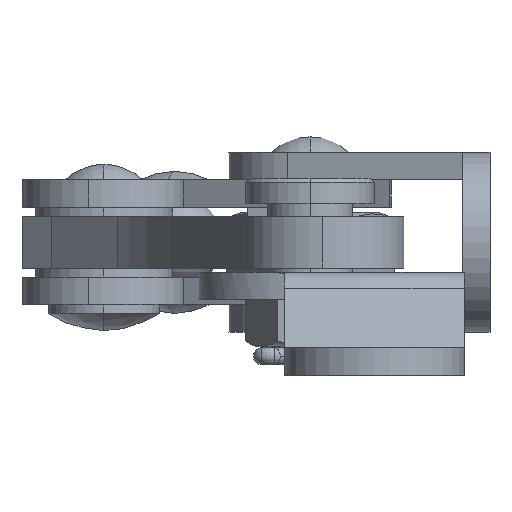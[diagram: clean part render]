
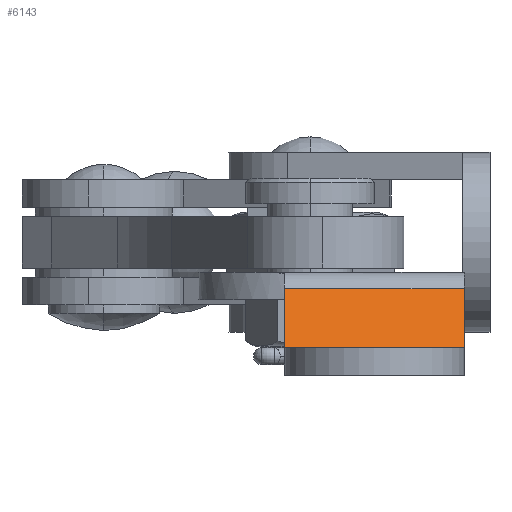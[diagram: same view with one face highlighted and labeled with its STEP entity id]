
A CAD part, left-side view. The second image highlights one B-rep face of the part: STEP entity #6143.
In plain terms, the highlighted planar face has unit normal (-0.913, 0, 0.407).
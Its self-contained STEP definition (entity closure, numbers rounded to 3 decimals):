
#532 = VECTOR ( 'NONE', #6427, 1000. ) ;
#1154 = VECTOR ( 'NONE', #5225, 1000. ) ;
#1427 = EDGE_CURVE ( 'NONE', #7435, #4488, #7017, .T. ) ;
#1622 = ORIENTED_EDGE ( 'NONE', *, *, #2683, .T. ) ;
#2124 = EDGE_CURVE ( 'NONE', #7797, #7435, #7801, .T. ) ;
#2255 = VECTOR ( 'NONE', #5997, 1000. ) ;
#2481 = VERTEX_POINT ( 'NONE', #7054 ) ;
#2683 = EDGE_CURVE ( 'NONE', #7797, #2481, #8214, .T. ) ;
#2781 = FACE_OUTER_BOUND ( 'NONE', #3922, .T. ) ;
#3099 = CARTESIAN_POINT ( 'NONE',  ( -17., -18., -8.8 ) ) ;
#3465 = AXIS2_PLACEMENT_3D ( 'NONE', #5735, #4845, #3918 ) ;
#3580 = ORIENTED_EDGE ( 'NONE', *, *, #1427, .F. ) ;
#3596 = CARTESIAN_POINT ( 'NONE',  ( -17., 3., -8.8 ) ) ;
#3918 = DIRECTION ( 'NONE',  ( 0.407, 0., 0.913 ) ) ;
#3922 = EDGE_LOOP ( 'NONE', ( #3580, #7990, #1622, #4238 ) ) ;
#4013 = CARTESIAN_POINT ( 'NONE',  ( -13.923, 3., -1.897 ) ) ;
#4119 = VECTOR ( 'NONE', #6211, 1000. ) ;
#4223 = EDGE_CURVE ( 'NONE', #2481, #4488, #7989, .T. ) ;
#4238 = ORIENTED_EDGE ( 'NONE', *, *, #4223, .T. ) ;
#4488 = VERTEX_POINT ( 'NONE', #4013 ) ;
#4845 = DIRECTION ( 'NONE',  ( -0.913, 0., 0.407 ) ) ;
#5225 = DIRECTION ( 'NONE',  ( 0.407, 0., 0.913 ) ) ;
#5735 = CARTESIAN_POINT ( 'NONE',  ( -17., -18., -8.8 ) ) ;
#5997 = DIRECTION ( 'NONE',  ( 0., 1., 0. ) ) ;
#6117 = CARTESIAN_POINT ( 'NONE',  ( -17., 3., -8.8 ) ) ;
#6143 = ADVANCED_FACE ( 'NONE', ( #2781 ), #6614, .T. ) ;
#6211 = DIRECTION ( 'NONE',  ( 0., 1., 0. ) ) ;
#6427 = DIRECTION ( 'NONE',  ( 0.407, 0., 0.913 ) ) ;
#6614 = PLANE ( 'NONE',  #3465 ) ;
#6902 = CARTESIAN_POINT ( 'NONE',  ( -17., -18., -8.8 ) ) ;
#7017 = LINE ( 'NONE', #6117, #1154 ) ;
#7054 = CARTESIAN_POINT ( 'NONE',  ( -13.923, -18., -1.897 ) ) ;
#7099 = CARTESIAN_POINT ( 'NONE',  ( -13.923, -18., -1.897 ) ) ;
#7310 = CARTESIAN_POINT ( 'NONE',  ( -17., -18., -8.8 ) ) ;
#7435 = VERTEX_POINT ( 'NONE', #3596 ) ;
#7797 = VERTEX_POINT ( 'NONE', #3099 ) ;
#7801 = LINE ( 'NONE', #6902, #2255 ) ;
#7989 = LINE ( 'NONE', #7099, #4119 ) ;
#7990 = ORIENTED_EDGE ( 'NONE', *, *, #2124, .F. ) ;
#8214 = LINE ( 'NONE', #7310, #532 ) ;
